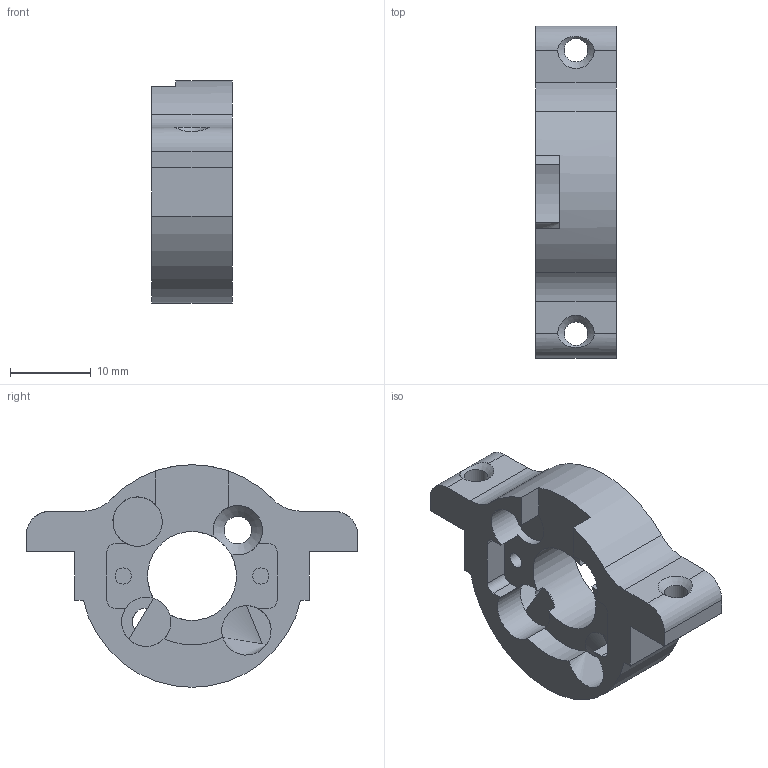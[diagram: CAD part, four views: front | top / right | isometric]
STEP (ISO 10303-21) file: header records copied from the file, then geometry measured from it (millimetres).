
FILE_DESCRIPTION(('FreeCAD Model'),'2;1');
FILE_NAME('Open CASCADE Shape Model','2022-05-20T14:36:36',('Author'),( ''),'Open CASCADE STEP processor 7.5','FreeCAD','Unknown');
FILE_SCHEMA(('AUTOMOTIVE_DESIGN { 1 0 10303 214 1 1 1 1 }'));
Length unit declared in the file: millimetre
Products named in the file (1): Body013
Bounding box: 10 x 41 x 27.5 mm (x, y, z)
Volume: 4585.7 mm3; surface area: 3102.8 mm2
Topology: 1 solids, 1 shells, 71 faces, 215 edges, 144 vertices
Faces by surface type: plane 33, cylinder 32, cone 6
Full cylindrical faces by diameter (mm): 2 x2, 2.9 x2, 3.4 x1, 6.1 x1, 11 x1
Entity records: 6699 total; most frequent: CARTESIAN_POINT 2449, DIRECTION 811, ORIENTED_EDGE 432, PCURVE 432, DEFINITIONAL_REPRESENTATION 432, LINE 413, VECTOR 413, EDGE_CURVE 216
